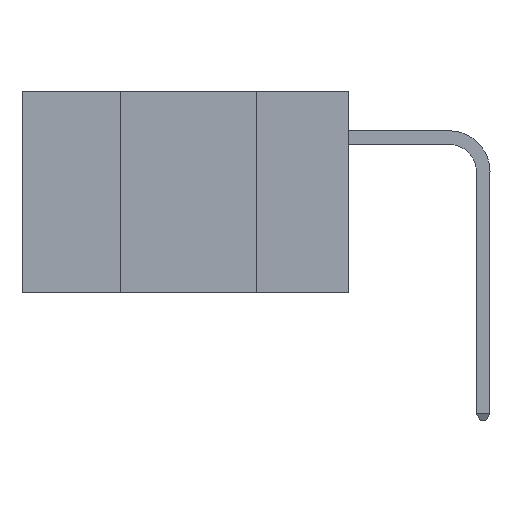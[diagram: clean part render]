
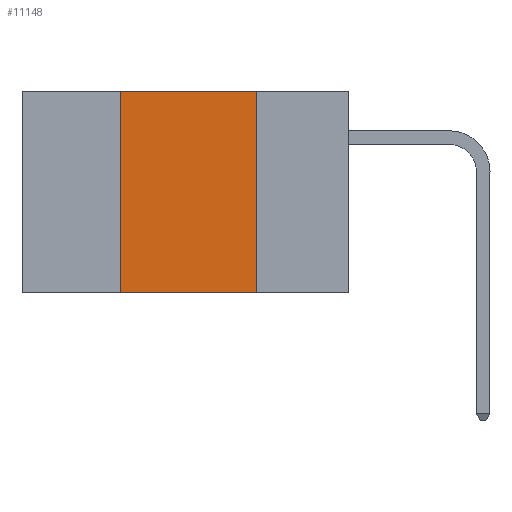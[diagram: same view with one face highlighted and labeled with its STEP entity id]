
A CAD part, left-side view. The second image highlights one B-rep face of the part: STEP entity #11148.
In plain terms, the highlighted planar face has unit normal (-1, 0, 0).
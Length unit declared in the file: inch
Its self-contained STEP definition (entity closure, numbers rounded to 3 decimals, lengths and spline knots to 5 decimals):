
#31 = ORIENTED_EDGE ( 'NONE', *, *, #8912, .F. ) ;
#66 = EDGE_CURVE ( 'NONE', #365, #1406, #5196, .T. ) ;
#365 = VERTEX_POINT ( 'NONE', #6485 ) ;
#825 = CARTESIAN_POINT ( 'NONE',  ( 0., 0.42, 0. ) ) ;
#1406 = VERTEX_POINT ( 'NONE', #8472 ) ;
#1565 = VECTOR ( 'NONE', #2781, 39.37008 ) ;
#1600 = VERTEX_POINT ( 'NONE', #17534 ) ;
#2247 = EDGE_CURVE ( 'NONE', #365, #12787, #9931, .T. ) ;
#2315 = CARTESIAN_POINT ( 'NONE',  ( 0., 0.6, 0. ) ) ;
#2781 = DIRECTION ( 'NONE',  ( 0., -1., 0. ) ) ;
#3092 = AXIS2_PLACEMENT_3D ( 'NONE', #2315, #5039, #14527 ) ;
#3236 = VECTOR ( 'NONE', #5817, 39.37008 ) ;
#3716 = CARTESIAN_POINT ( 'NONE',  ( 0., 0.6, 0. ) ) ;
#4456 = CARTESIAN_POINT ( 'NONE',  ( 0., 0.17, 0. ) ) ;
#4506 = CARTESIAN_POINT ( 'NONE',  ( 0., 0.6, -0.37 ) ) ;
#4941 = LINE ( 'NONE', #3716, #7237 ) ;
#5039 = DIRECTION ( 'NONE',  ( 1., 0., 0. ) ) ;
#5196 = LINE ( 'NONE', #4506, #1565 ) ;
#5817 = DIRECTION ( 'NONE',  ( 0., 0., -1. ) ) ;
#6026 = ORIENTED_EDGE ( 'NONE', *, *, #2247, .F. ) ;
#6333 = EDGE_CURVE ( 'NONE', #12787, #1600, #4941, .T. ) ;
#6485 = CARTESIAN_POINT ( 'NONE',  ( 0., 0.42, -0.37 ) ) ;
#7237 = VECTOR ( 'NONE', #10420, 39.37008 ) ;
#8472 = CARTESIAN_POINT ( 'NONE',  ( 0., 0.17, -0.37 ) ) ;
#8912 = EDGE_CURVE ( 'NONE', #1600, #1406, #14030, .T. ) ;
#9931 = LINE ( 'NONE', #11756, #13173 ) ;
#10420 = DIRECTION ( 'NONE',  ( 0., -1., 0. ) ) ;
#11148 = ADVANCED_FACE ( 'NONE', ( #12223 ), #17171, .F. ) ;
#11756 = CARTESIAN_POINT ( 'NONE',  ( 0., 0.42, 0. ) ) ;
#11848 = EDGE_LOOP ( 'NONE', ( #31, #12991, #6026, #12647 ) ) ;
#12223 = FACE_OUTER_BOUND ( 'NONE', #11848, .T. ) ;
#12647 = ORIENTED_EDGE ( 'NONE', *, *, #66, .T. ) ;
#12787 = VERTEX_POINT ( 'NONE', #825 ) ;
#12991 = ORIENTED_EDGE ( 'NONE', *, *, #6333, .F. ) ;
#13173 = VECTOR ( 'NONE', #15861, 39.37008 ) ;
#14030 = LINE ( 'NONE', #4456, #3236 ) ;
#14527 = DIRECTION ( 'NONE',  ( 0., 0., -1. ) ) ;
#15861 = DIRECTION ( 'NONE',  ( 0., 0., 1. ) ) ;
#17171 = PLANE ( 'NONE',  #3092 ) ;
#17534 = CARTESIAN_POINT ( 'NONE',  ( 0., 0.17, 0. ) ) ;
